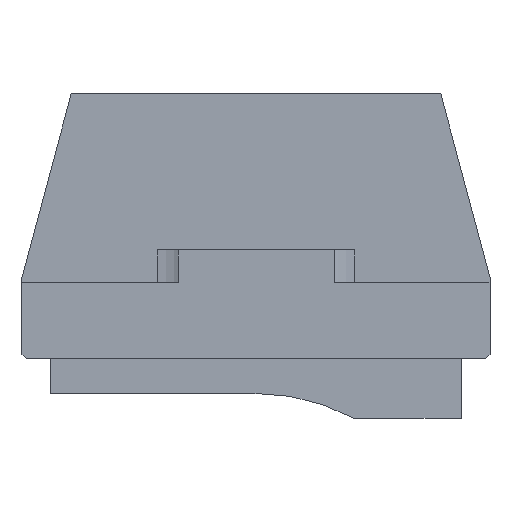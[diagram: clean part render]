
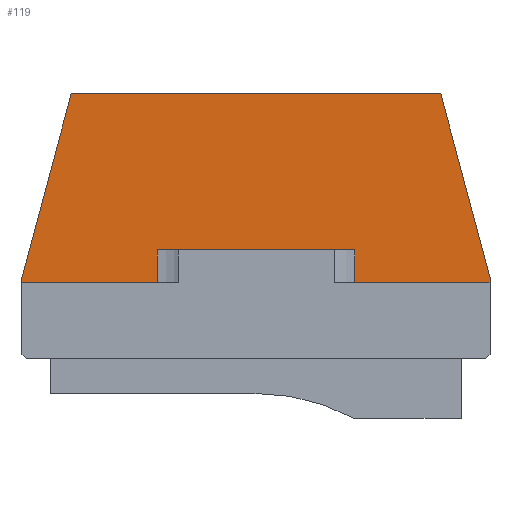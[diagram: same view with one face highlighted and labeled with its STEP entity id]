
A CAD part, left-side view. The second image highlights one B-rep face of the part: STEP entity #119.
In plain terms, the highlighted planar face has unit normal (-1, 0, 0).
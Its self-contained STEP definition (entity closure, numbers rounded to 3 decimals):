
#119=ADVANCED_FACE('',(#233),#178,.T.);
#178=PLANE('',#1363);
#233=FACE_OUTER_BOUND('',#296,.T.);
#296=EDGE_LOOP('',(#555,#556,#557,#558,#559,#560,#561,#562,#563,#564));
#555=ORIENTED_EDGE('',*,*,#824,.T.);
#556=ORIENTED_EDGE('',*,*,#827,.F.);
#557=ORIENTED_EDGE('',*,*,#929,.T.);
#558=ORIENTED_EDGE('',*,*,#936,.T.);
#559=ORIENTED_EDGE('',*,*,#937,.F.);
#560=ORIENTED_EDGE('',*,*,#938,.F.);
#561=ORIENTED_EDGE('',*,*,#939,.T.);
#562=ORIENTED_EDGE('',*,*,#839,.T.);
#563=ORIENTED_EDGE('',*,*,#940,.T.);
#564=ORIENTED_EDGE('',*,*,#799,.F.);
#679=VERTEX_POINT('',#1756);
#680=VERTEX_POINT('',#1757);
#704=VERTEX_POINT('',#1808);
#706=VERTEX_POINT('',#1814);
#713=VERTEX_POINT('',#1837);
#714=VERTEX_POINT('',#1838);
#767=VERTEX_POINT('',#2012);
#774=VERTEX_POINT('',#2028);
#775=VERTEX_POINT('',#2030);
#776=VERTEX_POINT('',#2032);
#799=EDGE_CURVE('',#679,#680,#976,.T.);
#824=EDGE_CURVE('',#679,#704,#1001,.T.);
#827=EDGE_CURVE('',#706,#704,#1004,.T.);
#839=EDGE_CURVE('',#713,#714,#1016,.T.);
#929=EDGE_CURVE('',#706,#767,#1089,.T.);
#936=EDGE_CURVE('',#767,#774,#1094,.T.);
#937=EDGE_CURVE('',#775,#774,#1095,.T.);
#938=EDGE_CURVE('',#776,#775,#1096,.T.);
#939=EDGE_CURVE('',#776,#713,#1097,.T.);
#940=EDGE_CURVE('',#714,#680,#1098,.T.);
#976=LINE('',#1755,#1127);
#1001=LINE('',#1807,#1152);
#1004=LINE('',#1813,#1155);
#1016=LINE('',#1836,#1167);
#1089=LINE('',#2014,#1240);
#1094=LINE('',#2027,#1245);
#1095=LINE('',#2029,#1246);
#1096=LINE('',#2031,#1247);
#1097=LINE('',#2033,#1248);
#1098=LINE('',#2034,#1249);
#1127=VECTOR('',#1414,1.);
#1152=VECTOR('',#1443,1.);
#1155=VECTOR('',#1448,1.);
#1167=VECTOR('',#1468,1.);
#1240=VECTOR('',#1639,1.);
#1245=VECTOR('',#1650,1.);
#1246=VECTOR('',#1651,1.);
#1247=VECTOR('',#1652,1.);
#1248=VECTOR('',#1653,1.);
#1249=VECTOR('',#1654,1.);
#1363=AXIS2_PLACEMENT_3D('',#2035,#1655,#1656);
#1414=DIRECTION('',(0.,-1.,0.));
#1443=DIRECTION('',(0.,0.259,-0.966));
#1448=DIRECTION('',(0.,0.,1.));
#1468=DIRECTION('',(0.,0.,1.));
#1639=DIRECTION('',(0.,-1.,0.));
#1650=DIRECTION('',(0.,0.,1.));
#1651=DIRECTION('',(0.,1.,0.));
#1652=DIRECTION('',(0.,0.,1.));
#1653=DIRECTION('',(0.,-1.,0.));
#1654=DIRECTION('',(0.,0.259,0.966));
#1655=DIRECTION('',(-1.,0.,0.));
#1656=DIRECTION('',(0.,1.,0.));
#1755=CARTESIAN_POINT('',(0.,24.,46.));
#1756=CARTESIAN_POINT('',(0.,45.,46.));
#1757=CARTESIAN_POINT('',(0.,-45.,46.));
#1807=CARTESIAN_POINT('',(0.,45.,46.));
#1808=CARTESIAN_POINT('',(0.,57.,1.215));
#1813=CARTESIAN_POINT('',(0.,57.,0.));
#1814=CARTESIAN_POINT('',(0.,57.,0.));
#1836=CARTESIAN_POINT('',(0.,-57.,0.));
#1837=CARTESIAN_POINT('',(0.,-57.,0.));
#1838=CARTESIAN_POINT('',(0.,-57.,1.215));
#2012=CARTESIAN_POINT('',(0.,24.,0.));
#2014=CARTESIAN_POINT('',(0.,24.,0.));
#2027=CARTESIAN_POINT('',(0.,24.,0.));
#2028=CARTESIAN_POINT('',(0.,24.,8.));
#2029=CARTESIAN_POINT('',(0.,-189.075,8.));
#2030=CARTESIAN_POINT('',(0.,-24.,8.));
#2031=CARTESIAN_POINT('',(0.,-24.,0.));
#2032=CARTESIAN_POINT('',(0.,-24.,0.));
#2033=CARTESIAN_POINT('',(0.,-24.,0.));
#2034=CARTESIAN_POINT('',(0.,-57.,1.215));
#2035=CARTESIAN_POINT('',(0.,24.,0.));
